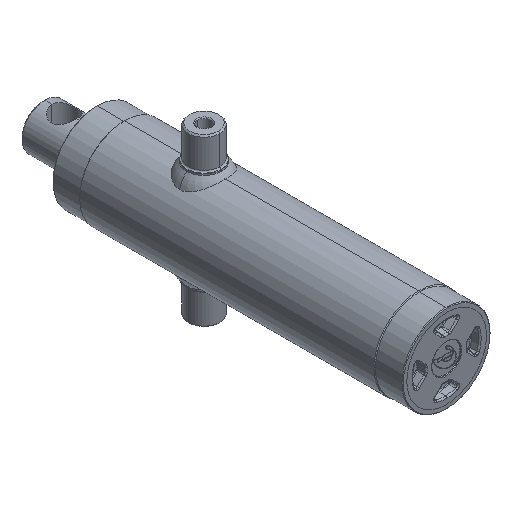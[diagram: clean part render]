
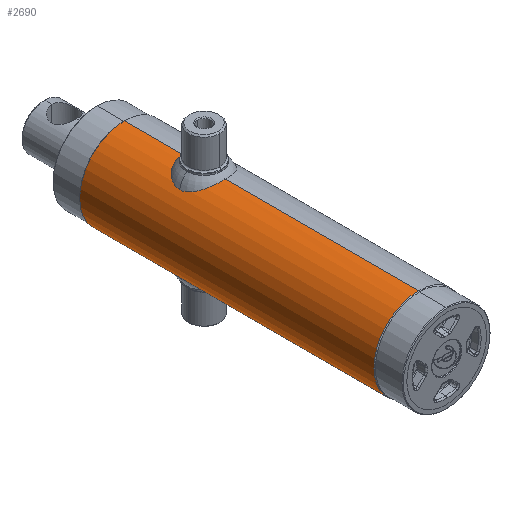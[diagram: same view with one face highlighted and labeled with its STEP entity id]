
A CAD part, isometric view. The second image highlights one B-rep face of the part: STEP entity #2690.
In plain terms, the highlighted cylindrical face has radius 64 mm (diameter 128 mm), a partial arc.
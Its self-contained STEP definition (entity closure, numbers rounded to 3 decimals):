
#73 = AXIS2_PLACEMENT_3D ( 'NONE', #2432, #7312, #3142 ) ;
#140 = LINE ( 'NONE', #468, #5267 ) ;
#291 = ORIENTED_EDGE ( 'NONE', *, *, #8134, .T. ) ;
#326 = VERTEX_POINT ( 'NONE', #7602 ) ;
#417 = CARTESIAN_POINT ( 'NONE',  ( -3.005, 352.197, 63.93 ) ) ;
#443 = CARTESIAN_POINT ( 'NONE',  ( -6., 347.389, 63.718 ) ) ;
#468 = CARTESIAN_POINT ( 'NONE',  ( 0., -30.734, -64. ) ) ;
#478 = CARTESIAN_POINT ( 'NONE',  ( -3.658, 342.228, 63.896 ) ) ;
#737 = EDGE_CURVE ( 'NONE', #5268, #7446, #4119, .T. ) ;
#848 = ORIENTED_EDGE ( 'NONE', *, *, #3905, .T. ) ;
#1049 = CIRCLE ( 'NONE', #1327, 64. ) ;
#1078 = CARTESIAN_POINT ( 'NONE',  ( -0.789, 352.961, 63.996 ) ) ;
#1102 = DIRECTION ( 'NONE',  ( 0., -1., 0. ) ) ;
#1109 = CARTESIAN_POINT ( 'NONE',  ( -3.661, 351.77, 63.896 ) ) ;
#1141 = CARTESIAN_POINT ( 'NONE',  ( -5.962, 346.217, 63.722 ) ) ;
#1174 = CARTESIAN_POINT ( 'NONE',  ( -2.661, 341.608, 63.946 ) ) ;
#1287 = FACE_OUTER_BOUND ( 'NONE', #6319, .T. ) ;
#1327 = AXIS2_PLACEMENT_3D ( 'NONE', #7218, #3048, #7905 ) ;
#1349 = CARTESIAN_POINT ( 'NONE',  ( 0., 461., 64. ) ) ;
#1507 = VERTEX_POINT ( 'NONE', #7322 ) ;
#1824 = CARTESIAN_POINT ( 'NONE',  ( -4.524, 350.962, 63.841 ) ) ;
#1850 = CARTESIAN_POINT ( 'NONE',  ( -5.798, 345.443, 63.737 ) ) ;
#1878 = CARTESIAN_POINT ( 'NONE',  ( -1.929, 341.315, 63.971 ) ) ;
#2108 = VERTEX_POINT ( 'NONE', #4926 ) ;
#2432 = CARTESIAN_POINT ( 'NONE',  ( 0., 40., 0. ) ) ;
#2516 = CARTESIAN_POINT ( 'NONE',  ( -5.097, 350.171, 63.797 ) ) ;
#2543 = CARTESIAN_POINT ( 'NONE',  ( -5.551, 344.699, 63.759 ) ) ;
#2581 = CARTESIAN_POINT ( 'NONE',  ( -1.362, 341.153, 63.986 ) ) ;
#2690 = ADVANCED_FACE ( 'NONE', ( #1287 ), #7595, .T. ) ;
#2803 = VECTOR ( 'NONE', #6049, 1000. ) ;
#3048 = DIRECTION ( 'NONE',  ( 0., -1., 0. ) ) ;
#3142 = DIRECTION ( 'NONE',  ( 0., 0., -1. ) ) ;
#3193 = CARTESIAN_POINT ( 'NONE',  ( 0., 353., 64. ) ) ;
#3228 = CARTESIAN_POINT ( 'NONE',  ( -5.384, 349.656, 63.773 ) ) ;
#3237 = CARTESIAN_POINT ( 'NONE',  ( 0., 353., 64. ) ) ;
#3255 = CARTESIAN_POINT ( 'NONE',  ( 0., -30.734, 64. ) ) ;
#3257 = CARTESIAN_POINT ( 'NONE',  ( -5.199, 343.999, 63.789 ) ) ;
#3285 = CARTESIAN_POINT ( 'NONE',  ( -0.396, 341., 64. ) ) ;
#3314 = ORIENTED_EDGE ( 'NONE', *, *, #737, .F. ) ;
#3610 = EDGE_CURVE ( 'NONE', #3981, #5268, #8340, .T. ) ;
#3904 = CARTESIAN_POINT ( 'NONE',  ( -1.933, 352.694, 63.972 ) ) ;
#3905 = EDGE_CURVE ( 'NONE', #3981, #326, #1049, .T. ) ;
#3932 = CARTESIAN_POINT ( 'NONE',  ( -5.694, 348.931, 63.746 ) ) ;
#3962 = CARTESIAN_POINT ( 'NONE',  ( -4.768, 343.336, 63.823 ) ) ;
#3981 = VERTEX_POINT ( 'NONE', #1349 ) ;
#4119 = B_SPLINE_CURVE_WITH_KNOTS ( 'NONE', 3,
 ( #3193, #7358, #1078, #8037, #3904, #8724, #4601, #417, #5295, #1109, #5986, #1824, #6681, #2516, #7392, #3228, #8064, #3932, #8761, #4633, #443, #5324, #1141, #6015, #1850, #6723, #2543, #7418, #3257, #8096, #3962, #8789, #4664, #478, #5355, #1174, #6050, #1878, #6745, #2581, #7445, #3285, #8129 ),
 .UNSPECIFIED., .F., .F.,
 ( 4, 2, 2, 2, 2, 2, 2, 2, 2, 2, 2, 2, 2, 1, 2, 2, 2, 2, 2, 2, 2, 4 ),
 ( 0.009, 0.011, 0.012, 0.012, 0.013, 0.014, 0.015, 0.016, 0.016, 0.018, 0.019, 0.02, 0.021, 0.021, 0.022, 0.022, 0.023, 0.025, 0.026, 0.026, 0.027, 0.028 ),
 .UNSPECIFIED. ) ;
#4546 = ORIENTED_EDGE ( 'NONE', *, *, #6337, .F. ) ;
#4601 = CARTESIAN_POINT ( 'NONE',  ( -2.658, 352.383, 63.945 ) ) ;
#4633 = CARTESIAN_POINT ( 'NONE',  ( -5.961, 347.787, 63.722 ) ) ;
#4664 = CARTESIAN_POINT ( 'NONE',  ( -3.967, 342.481, 63.878 ) ) ;
#4714 = DIRECTION ( 'NONE',  ( 0., 0., -1. ) ) ;
#4850 = VECTOR ( 'NONE', #5398, 1000. ) ;
#4901 = ORIENTED_EDGE ( 'NONE', *, *, #7501, .F. ) ;
#4926 = CARTESIAN_POINT ( 'NONE',  ( 0., 40., 64. ) ) ;
#5149 = CARTESIAN_POINT ( 'NONE',  ( 0., 341., 64. ) ) ;
#5267 = VECTOR ( 'NONE', #1102, 1000. ) ;
#5268 = VERTEX_POINT ( 'NONE', #3237 ) ;
#5295 = CARTESIAN_POINT ( 'NONE',  ( -3.173, 352.096, 63.921 ) ) ;
#5324 = CARTESIAN_POINT ( 'NONE',  ( -6., 346.606, 63.718 ) ) ;
#5355 = CARTESIAN_POINT ( 'NONE',  ( -3.006, 341.792, 63.93 ) ) ;
#5398 = DIRECTION ( 'NONE',  ( 0., -1., 0. ) ) ;
#5406 = CARTESIAN_POINT ( 'NONE',  ( 0., -30.734, 0. ) ) ;
#5930 = AXIS2_PLACEMENT_3D ( 'NONE', #5406, #6039, #4714 ) ;
#5986 = CARTESIAN_POINT ( 'NONE',  ( -3.963, 351.522, 63.878 ) ) ;
#6015 = CARTESIAN_POINT ( 'NONE',  ( -5.846, 345.636, 63.732 ) ) ;
#6039 = DIRECTION ( 'NONE',  ( 0., -1., 0. ) ) ;
#6049 = DIRECTION ( 'NONE',  ( 0., -1., 0. ) ) ;
#6050 = CARTESIAN_POINT ( 'NONE',  ( -2.117, 341.382, 63.965 ) ) ;
#6319 = EDGE_LOOP ( 'NONE', ( #8281, #848, #291, #4901, #4546, #3314 ) ) ;
#6337 = EDGE_CURVE ( 'NONE', #7446, #2108, #6697, .T. ) ;
#6681 = CARTESIAN_POINT ( 'NONE',  ( -4.772, 350.658, 63.822 ) ) ;
#6697 = LINE ( 'NONE', #6762, #4850 ) ;
#6723 = CARTESIAN_POINT ( 'NONE',  ( -5.684, 345.067, 63.747 ) ) ;
#6745 = CARTESIAN_POINT ( 'NONE',  ( -1.552, 341.201, 63.981 ) ) ;
#6762 = CARTESIAN_POINT ( 'NONE',  ( 0., -30.734, 64. ) ) ;
#7116 = CIRCLE ( 'NONE', #73, 64. ) ;
#7218 = CARTESIAN_POINT ( 'NONE',  ( 0., 461., 0. ) ) ;
#7312 = DIRECTION ( 'NONE',  ( 0., -1., 0. ) ) ;
#7322 = CARTESIAN_POINT ( 'NONE',  ( 0., 40., -64. ) ) ;
#7358 = CARTESIAN_POINT ( 'NONE',  ( -0.392, 353., 64. ) ) ;
#7392 = CARTESIAN_POINT ( 'NONE',  ( -5.198, 350.003, 63.789 ) ) ;
#7418 = CARTESIAN_POINT ( 'NONE',  ( -5.384, 344.345, 63.773 ) ) ;
#7445 = CARTESIAN_POINT ( 'NONE',  ( -0.786, 341.039, 63.996 ) ) ;
#7446 = VERTEX_POINT ( 'NONE', #5149 ) ;
#7501 = EDGE_CURVE ( 'NONE', #2108, #1507, #7116, .T. ) ;
#7595 = CYLINDRICAL_SURFACE ( 'NONE', #5930, 64. ) ;
#7602 = CARTESIAN_POINT ( 'NONE',  ( 0., 461., -64. ) ) ;
#7905 = DIRECTION ( 'NONE',  ( 0., 0., -1. ) ) ;
#8037 = CARTESIAN_POINT ( 'NONE',  ( -1.559, 352.807, 63.982 ) ) ;
#8064 = CARTESIAN_POINT ( 'NONE',  ( -5.469, 349.476, 63.766 ) ) ;
#8096 = CARTESIAN_POINT ( 'NONE',  ( -5.097, 343.829, 63.797 ) ) ;
#8129 = CARTESIAN_POINT ( 'NONE',  ( 0., 341., 64. ) ) ;
#8134 = EDGE_CURVE ( 'NONE', #326, #1507, #140, .T. ) ;
#8281 = ORIENTED_EDGE ( 'NONE', *, *, #3610, .F. ) ;
#8340 = LINE ( 'NONE', #3255, #2803 ) ;
#8724 = CARTESIAN_POINT ( 'NONE',  ( -2.478, 352.468, 63.952 ) ) ;
#8761 = CARTESIAN_POINT ( 'NONE',  ( -5.808, 348.557, 63.736 ) ) ;
#8789 = CARTESIAN_POINT ( 'NONE',  ( -4.52, 343.035, 63.841 ) ) ;
